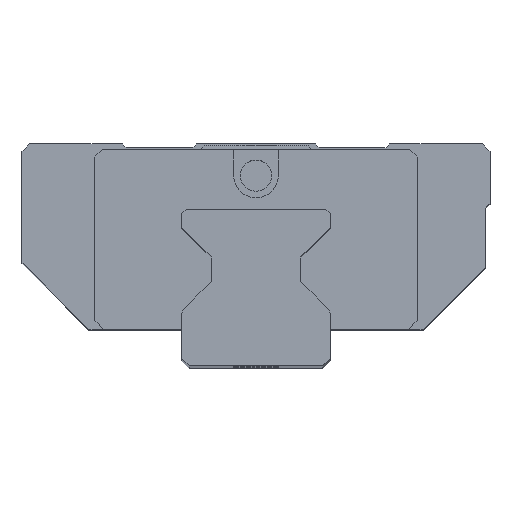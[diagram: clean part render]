
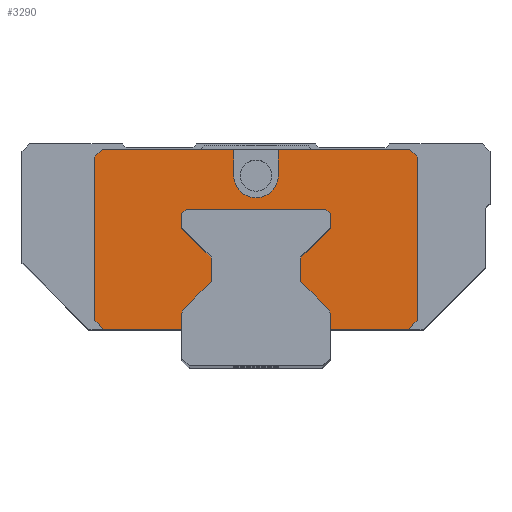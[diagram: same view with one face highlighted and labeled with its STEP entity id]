
A CAD part, top view. The second image highlights one B-rep face of the part: STEP entity #3290.
In plain terms, the highlighted planar face has unit normal (0, 0, 1).
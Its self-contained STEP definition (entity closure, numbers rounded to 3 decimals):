
#1=DIRECTION('',(1.,0.,0.));
#2=VECTOR('',#1,10.5);
#3=CARTESIAN_POINT('',(10.,5.,71.75));
#4=LINE('',#3,#2);
#523=DIRECTION('',(0.,-1.,0.));
#524=VECTOR('',#523,22.);
#525=CARTESIAN_POINT('',(-21.7,28.2,71.75));
#526=LINE('',#525,#524);
#545=DIRECTION('',(0.,-1.,0.));
#546=VECTOR('',#545,3.5);
#547=CARTESIAN_POINT('',(-3.,29.2,71.75));
#548=LINE('',#547,#546);
#549=CARTESIAN_POINT('',(0.,25.7,71.75));
#550=DIRECTION('',(0.,0.,1.));
#551=DIRECTION('',(-1.,0.,0.));
#552=AXIS2_PLACEMENT_3D('',#549,#550,#551);
#554=DIRECTION('',(0.,-1.,0.));
#555=VECTOR('',#554,3.5);
#556=CARTESIAN_POINT('',(3.,29.2,71.75));
#557=LINE('',#556,#555);
#558=DIRECTION('',(0.707,-0.707,0.));
#559=VECTOR('',#558,1.414);
#560=CARTESIAN_POINT('',(20.7,29.2,71.75));
#561=LINE('',#560,#559);
#562=DIRECTION('',(-0.707,-0.707,0.));
#563=VECTOR('',#562,1.697);
#564=CARTESIAN_POINT('',(21.7,6.2,71.75));
#565=LINE('',#564,#563);
#566=DIRECTION('',(0.,1.,0.));
#567=VECTOR('',#566,1.95);
#568=CARTESIAN_POINT('',(10.,5.,71.75));
#569=LINE('',#568,#567);
#570=CARTESIAN_POINT('',(9.,6.95,71.75));
#571=DIRECTION('',(0.,0.,1.));
#572=DIRECTION('',(1.,0.,0.));
#573=AXIS2_PLACEMENT_3D('',#570,#571,#572);
#575=DIRECTION('',(-0.707,0.707,0.));
#576=VECTOR('',#575,5.172);
#577=CARTESIAN_POINT('',(9.707,7.657,71.75));
#578=LINE('',#577,#576);
#579=DIRECTION('',(0.707,0.707,0.));
#580=VECTOR('',#579,5.586);
#581=CARTESIAN_POINT('',(6.05,14.671,71.75));
#582=LINE('',#581,#580);
#583=DIRECTION('',(0.,1.,0.));
#584=VECTOR('',#583,1.878);
#585=CARTESIAN_POINT('',(10.,18.621,71.75));
#586=LINE('',#585,#584);
#587=DIRECTION('',(-0.766,0.643,0.));
#588=VECTOR('',#587,0.779);
#589=CARTESIAN_POINT('',(10.,20.499,71.75));
#590=LINE('',#589,#588);
#591=DIRECTION('',(-0.766,-0.643,0.));
#592=VECTOR('',#591,0.779);
#593=CARTESIAN_POINT('',(-9.403,21.,71.75));
#594=LINE('',#593,#592);
#595=DIRECTION('',(0.,-1.,0.));
#596=VECTOR('',#595,1.878);
#597=CARTESIAN_POINT('',(-10.,20.499,71.75));
#598=LINE('',#597,#596);
#599=DIRECTION('',(0.707,-0.707,0.));
#600=VECTOR('',#599,5.586);
#601=CARTESIAN_POINT('',(-10.,18.621,71.75));
#602=LINE('',#601,#600);
#603=DIRECTION('',(-0.707,-0.707,0.));
#604=VECTOR('',#603,5.172);
#605=CARTESIAN_POINT('',(-6.05,11.314,71.75));
#606=LINE('',#605,#604);
#607=CARTESIAN_POINT('',(-9.,6.95,71.75));
#608=DIRECTION('',(0.,0.,1.));
#609=DIRECTION('',(-0.707,0.707,0.));
#610=AXIS2_PLACEMENT_3D('',#607,#608,#609);
#612=DIRECTION('',(-0.707,0.707,0.));
#613=VECTOR('',#612,1.697);
#614=CARTESIAN_POINT('',(-20.5,5.,71.75));
#615=LINE('',#614,#613);
#616=DIRECTION('',(0.707,0.707,0.));
#617=VECTOR('',#616,1.414);
#618=CARTESIAN_POINT('',(-21.7,28.2,71.75));
#619=LINE('',#618,#617);
#628=DIRECTION('',(-1.,0.,0.));
#629=VECTOR('',#628,17.7);
#630=CARTESIAN_POINT('',(-3.,29.2,71.75));
#631=LINE('',#630,#629);
#652=DIRECTION('',(-1.,0.,0.));
#653=VECTOR('',#652,17.7);
#654=CARTESIAN_POINT('',(20.7,29.2,71.75));
#655=LINE('',#654,#653);
#821=DIRECTION('',(0.,1.,0.));
#822=VECTOR('',#821,22.);
#823=CARTESIAN_POINT('',(21.7,6.2,71.75));
#824=LINE('',#823,#822);
#973=DIRECTION('',(0.,1.,0.));
#974=VECTOR('',#973,3.356);
#975=CARTESIAN_POINT('',(-6.05,11.314,71.75));
#976=LINE('',#975,#974);
#989=DIRECTION('',(1.,0.,0.));
#990=VECTOR('',#989,18.806);
#991=CARTESIAN_POINT('',(-9.403,21.,71.75));
#992=LINE('',#991,#990);
#1023=DIRECTION('',(0.,-1.,0.));
#1024=VECTOR('',#1023,3.356);
#1025=CARTESIAN_POINT('',(6.05,14.671,71.75));
#1026=LINE('',#1025,#1024);
#1249=DIRECTION('',(0.,1.,0.));
#1250=VECTOR('',#1249,1.95);
#1251=CARTESIAN_POINT('',(-10.,5.,71.75));
#1252=LINE('',#1251,#1250);
#1261=DIRECTION('',(1.,0.,0.));
#1262=VECTOR('',#1261,10.5);
#1263=CARTESIAN_POINT('',(-20.5,5.,71.75));
#1264=LINE('',#1263,#1262);
#2025=CARTESIAN_POINT('',(10.,5.,71.75));
#2027=VERTEX_POINT('',#2025);
#2029=CARTESIAN_POINT('',(20.5,5.,71.75));
#2030=VERTEX_POINT('',#2029);
#2063=CARTESIAN_POINT('',(10.,6.95,71.75));
#2064=VERTEX_POINT('',#2063);
#2177=CARTESIAN_POINT('',(-10.,5.,71.75));
#2178=VERTEX_POINT('',#2177);
#2179=CARTESIAN_POINT('',(-10.,6.95,71.75));
#2180=VERTEX_POINT('',#2179);
#2183=CARTESIAN_POINT('',(-20.5,5.,71.75));
#2184=VERTEX_POINT('',#2183);
#2205=CARTESIAN_POINT('',(-10.,18.621,71.75));
#2206=CARTESIAN_POINT('',(-6.05,14.671,71.75));
#2207=VERTEX_POINT('',#2205);
#2208=VERTEX_POINT('',#2206);
#2209=CARTESIAN_POINT('',(-6.05,11.314,71.75));
#2210=VERTEX_POINT('',#2209);
#2211=CARTESIAN_POINT('',(-9.707,7.657,71.75));
#2212=VERTEX_POINT('',#2211);
#2213=CARTESIAN_POINT('',(-21.7,6.2,71.75));
#2214=VERTEX_POINT('',#2213);
#2215=CARTESIAN_POINT('',(-21.7,28.2,71.75));
#2216=VERTEX_POINT('',#2215);
#2217=CARTESIAN_POINT('',(-20.7,29.2,71.75));
#2218=VERTEX_POINT('',#2217);
#2219=CARTESIAN_POINT('',(20.7,29.2,71.75));
#2220=CARTESIAN_POINT('',(21.7,28.2,71.75));
#2221=VERTEX_POINT('',#2219);
#2222=VERTEX_POINT('',#2220);
#2223=CARTESIAN_POINT('',(21.7,6.2,71.75));
#2224=VERTEX_POINT('',#2223);
#2225=CARTESIAN_POINT('',(9.707,7.657,71.75));
#2226=VERTEX_POINT('',#2225);
#2227=CARTESIAN_POINT('',(6.05,11.314,71.75));
#2228=VERTEX_POINT('',#2227);
#2229=CARTESIAN_POINT('',(6.05,14.671,71.75));
#2230=VERTEX_POINT('',#2229);
#2231=CARTESIAN_POINT('',(10.,18.621,71.75));
#2232=VERTEX_POINT('',#2231);
#2233=CARTESIAN_POINT('',(10.,20.499,71.75));
#2234=VERTEX_POINT('',#2233);
#2235=CARTESIAN_POINT('',(9.403,21.,71.75));
#2236=VERTEX_POINT('',#2235);
#2237=CARTESIAN_POINT('',(-9.403,21.,71.75));
#2238=VERTEX_POINT('',#2237);
#2239=CARTESIAN_POINT('',(-10.,20.499,71.75));
#2240=VERTEX_POINT('',#2239);
#2562=CARTESIAN_POINT('',(-3.,29.2,71.75));
#2563=CARTESIAN_POINT('',(-3.,25.7,71.75));
#2564=VERTEX_POINT('',#2562);
#2565=VERTEX_POINT('',#2563);
#2566=CARTESIAN_POINT('',(3.,25.7,71.75));
#2567=VERTEX_POINT('',#2566);
#2568=CARTESIAN_POINT('',(3.,29.2,71.75));
#2569=VERTEX_POINT('',#2568);
#3230=CARTESIAN_POINT('',(7.,29.7,71.75));
#3231=DIRECTION('',(0.,0.,1.));
#3232=DIRECTION('',(1.,0.,0.));
#3233=AXIS2_PLACEMENT_3D('',#3230,#3231,#3232);
#3234=PLANE('',#3233);
#3236=ORIENTED_EDGE('',*,*,#3235,.T.);
#3238=ORIENTED_EDGE('',*,*,#3237,.T.);
#3240=ORIENTED_EDGE('',*,*,#3239,.F.);
#3242=ORIENTED_EDGE('',*,*,#3241,.F.);
#3244=ORIENTED_EDGE('',*,*,#3243,.T.);
#3246=ORIENTED_EDGE('',*,*,#3245,.F.);
#3248=ORIENTED_EDGE('',*,*,#3247,.T.);
#3249=ORIENTED_EDGE('',*,*,#2661,.F.);
#3250=ORIENTED_EDGE('',*,*,#2707,.T.);
#3252=ORIENTED_EDGE('',*,*,#3251,.T.);
#3254=ORIENTED_EDGE('',*,*,#3253,.T.);
#3256=ORIENTED_EDGE('',*,*,#3255,.F.);
#3258=ORIENTED_EDGE('',*,*,#3257,.T.);
#3260=ORIENTED_EDGE('',*,*,#3259,.T.);
#3262=ORIENTED_EDGE('',*,*,#3261,.T.);
#3264=ORIENTED_EDGE('',*,*,#3263,.F.);
#3266=ORIENTED_EDGE('',*,*,#3265,.T.);
#3268=ORIENTED_EDGE('',*,*,#3267,.T.);
#3270=ORIENTED_EDGE('',*,*,#3269,.T.);
#3272=ORIENTED_EDGE('',*,*,#3271,.F.);
#3274=ORIENTED_EDGE('',*,*,#3273,.T.);
#3276=ORIENTED_EDGE('',*,*,#3275,.T.);
#3278=ORIENTED_EDGE('',*,*,#3277,.F.);
#3280=ORIENTED_EDGE('',*,*,#3279,.F.);
#3282=ORIENTED_EDGE('',*,*,#3281,.T.);
#3283=ORIENTED_EDGE('',*,*,#3214,.F.);
#3285=ORIENTED_EDGE('',*,*,#3284,.T.);
#3287=ORIENTED_EDGE('',*,*,#3286,.F.);
#3288=EDGE_LOOP('',(#3236,#3238,#3240,#3242,#3244,#3246,#3248,#3249,#3250,#3252,
#3254,#3256,#3258,#3260,#3262,#3264,#3266,#3268,#3270,#3272,#3274,#3276,#3278,
#3280,#3282,#3283,#3285,#3287));
#3289=FACE_OUTER_BOUND('',#3288,.F.);
#3290=ADVANCED_FACE('',(#3289),#3234,.T.);
#553=CIRCLE('',#552,3.);
#574=CIRCLE('',#573,1.);
#611=CIRCLE('',#610,1.);
#2661=EDGE_CURVE('',#2027,#2030,#4,.T.);
#2707=EDGE_CURVE('',#2027,#2064,#569,.T.);
#3214=EDGE_CURVE('',#2216,#2214,#526,.T.);
#3235=EDGE_CURVE('',#2564,#2565,#548,.T.);
#3237=EDGE_CURVE('',#2565,#2567,#553,.T.);
#3239=EDGE_CURVE('',#2569,#2567,#557,.T.);
#3241=EDGE_CURVE('',#2221,#2569,#655,.T.);
#3243=EDGE_CURVE('',#2221,#2222,#561,.T.);
#3245=EDGE_CURVE('',#2224,#2222,#824,.T.);
#3247=EDGE_CURVE('',#2224,#2030,#565,.T.);
#3251=EDGE_CURVE('',#2064,#2226,#574,.T.);
#3253=EDGE_CURVE('',#2226,#2228,#578,.T.);
#3255=EDGE_CURVE('',#2230,#2228,#1026,.T.);
#3257=EDGE_CURVE('',#2230,#2232,#582,.T.);
#3259=EDGE_CURVE('',#2232,#2234,#586,.T.);
#3261=EDGE_CURVE('',#2234,#2236,#590,.T.);
#3263=EDGE_CURVE('',#2238,#2236,#992,.T.);
#3265=EDGE_CURVE('',#2238,#2240,#594,.T.);
#3267=EDGE_CURVE('',#2240,#2207,#598,.T.);
#3269=EDGE_CURVE('',#2207,#2208,#602,.T.);
#3271=EDGE_CURVE('',#2210,#2208,#976,.T.);
#3273=EDGE_CURVE('',#2210,#2212,#606,.T.);
#3275=EDGE_CURVE('',#2212,#2180,#611,.T.);
#3277=EDGE_CURVE('',#2178,#2180,#1252,.T.);
#3279=EDGE_CURVE('',#2184,#2178,#1264,.T.);
#3281=EDGE_CURVE('',#2184,#2214,#615,.T.);
#3284=EDGE_CURVE('',#2216,#2218,#619,.T.);
#3286=EDGE_CURVE('',#2564,#2218,#631,.T.);
